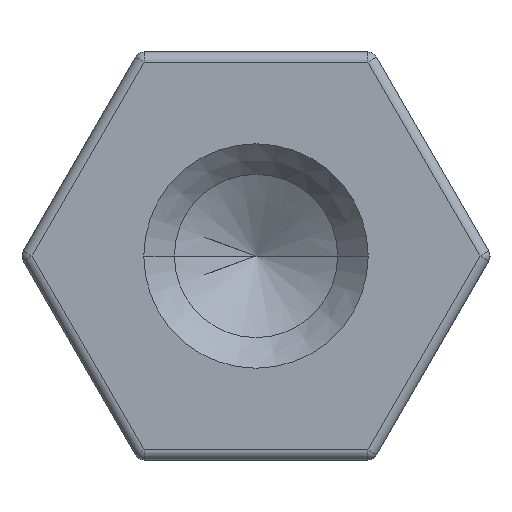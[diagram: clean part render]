
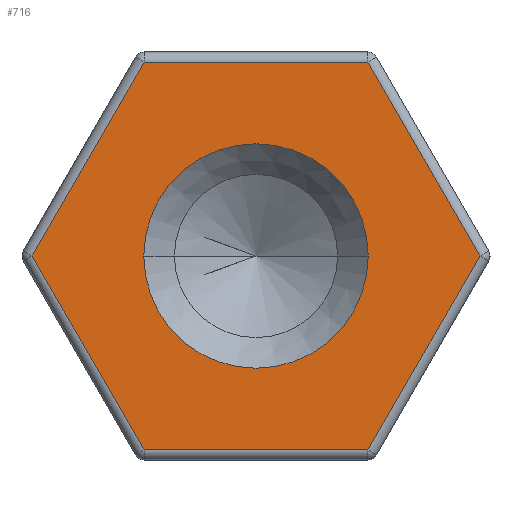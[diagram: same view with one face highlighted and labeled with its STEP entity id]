
A CAD part, left-side view. The second image highlights one B-rep face of the part: STEP entity #716.
In plain terms, the highlighted planar face has unit normal (-1, 0, 0).
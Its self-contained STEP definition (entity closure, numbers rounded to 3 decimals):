
#19 = VERTEX_POINT ( 'NONE', #246 ) ;
#61 = VECTOR ( 'NONE', #588, 1000. ) ;
#67 = VERTEX_POINT ( 'NONE', #204 ) ;
#78 = CARTESIAN_POINT ( 'NONE',  ( 0., 0., 0. ) ) ;
#84 = AXIS2_PLACEMENT_3D ( 'NONE', #78, #1108, #479 ) ;
#110 = ORIENTED_EDGE ( 'NONE', *, *, #296, .T. ) ;
#111 = ORIENTED_EDGE ( 'NONE', *, *, #277, .T. ) ;
#141 = CARTESIAN_POINT ( 'NONE',  ( 0., 2.194, 0. ) ) ;
#204 = CARTESIAN_POINT ( 'NONE',  ( 0., 1.097, -1.9 ) ) ;
#246 = CARTESIAN_POINT ( 'NONE',  ( 0., -2.194, 0. ) ) ;
#262 = EDGE_CURVE ( 'NONE', #1022, #19, #1021, .T. ) ;
#277 = EDGE_CURVE ( 'NONE', #67, #1022, #713, .T. ) ;
#294 = CARTESIAN_POINT ( 'NONE',  ( 0., -1.097, 1.9 ) ) ;
#296 = EDGE_CURVE ( 'NONE', #403, #67, #1104, .T. ) ;
#318 = EDGE_CURVE ( 'NONE', #388, #403, #1133, .T. ) ;
#320 = EDGE_CURVE ( 'NONE', #946, #388, #1328, .T. ) ;
#329 = EDGE_CURVE ( 'NONE', #19, #946, #552, .T. ) ;
#337 = EDGE_CURVE ( 'NONE', #892, #1404, #765, .T. ) ;
#340 = CARTESIAN_POINT ( 'NONE',  ( 0., -1.1, 0. ) ) ;
#386 = EDGE_LOOP ( 'NONE', ( #605, #1379, #421, #110, #111, #1290 ) ) ;
#388 = VERTEX_POINT ( 'NONE', #1340 ) ;
#403 = VERTEX_POINT ( 'NONE', #141 ) ;
#413 = CARTESIAN_POINT ( 'NONE',  ( 0., -1.645, -0.95 ) ) ;
#421 = ORIENTED_EDGE ( 'NONE', *, *, #318, .T. ) ;
#479 = DIRECTION ( 'NONE',  ( 0., 1., 0. ) ) ;
#480 = VECTOR ( 'NONE', #968, 1000. ) ;
#532 = FACE_BOUND ( 'NONE', #1306, .T. ) ;
#552 = LINE ( 'NONE', #965, #480 ) ;
#587 = VECTOR ( 'NONE', #845, 1000. ) ;
#588 = DIRECTION ( 'NONE',  ( 0., -0.5, 0.866 ) ) ;
#605 = ORIENTED_EDGE ( 'NONE', *, *, #329, .T. ) ;
#606 = AXIS2_PLACEMENT_3D ( 'NONE', #989, #992, #995 ) ;
#628 = CARTESIAN_POINT ( 'NONE',  ( 0., 1.1, 0. ) ) ;
#663 = DIRECTION ( 'NONE',  ( 0., -1., 0. ) ) ;
#713 = LINE ( 'NONE', #1298, #955 ) ;
#716 = ADVANCED_FACE ( 'NONE', ( #1053, #532 ), #905, .F. ) ;
#719 = DIRECTION ( 'NONE',  ( 1., 0., 0. ) ) ;
#765 = CIRCLE ( 'NONE', #606, 1.1 ) ;
#786 = EDGE_CURVE ( 'NONE', #1404, #892, #1130, .T. ) ;
#794 = VECTOR ( 'NONE', #856, 1000. ) ;
#842 = CARTESIAN_POINT ( 'NONE',  ( 0., 1.645, -0.95 ) ) ;
#845 = DIRECTION ( 'NONE',  ( 0., -0.5, -0.866 ) ) ;
#856 = DIRECTION ( 'NONE',  ( 0., 0.5, -0.866 ) ) ;
#868 = CARTESIAN_POINT ( 'NONE',  ( 0., 1.645, 0.95 ) ) ;
#871 = ORIENTED_EDGE ( 'NONE', *, *, #786, .T. ) ;
#892 = VERTEX_POINT ( 'NONE', #628 ) ;
#905 = PLANE ( 'NONE',  #84 ) ;
#946 = VERTEX_POINT ( 'NONE', #294 ) ;
#950 = CARTESIAN_POINT ( 'NONE',  ( 0., 0., 1.9 ) ) ;
#955 = VECTOR ( 'NONE', #663, 1000. ) ;
#963 = DIRECTION ( 'NONE',  ( 0., 1., 0. ) ) ;
#965 = CARTESIAN_POINT ( 'NONE',  ( 0., -1.645, 0.95 ) ) ;
#968 = DIRECTION ( 'NONE',  ( 0., 0.5, 0.866 ) ) ;
#989 = CARTESIAN_POINT ( 'NONE',  ( 0., 0., 0. ) ) ;
#992 = DIRECTION ( 'NONE',  ( 1., 0., 0. ) ) ;
#995 = DIRECTION ( 'NONE',  ( 0., 1., 0. ) ) ;
#1021 = LINE ( 'NONE', #413, #61 ) ;
#1022 = VERTEX_POINT ( 'NONE', #1050 ) ;
#1037 = VECTOR ( 'NONE', #963, 1000. ) ;
#1050 = CARTESIAN_POINT ( 'NONE',  ( 0., -1.097, -1.9 ) ) ;
#1053 = FACE_OUTER_BOUND ( 'NONE', #386, .T. ) ;
#1104 = LINE ( 'NONE', #842, #587 ) ;
#1108 = DIRECTION ( 'NONE',  ( 1., 0., 0. ) ) ;
#1130 = CIRCLE ( 'NONE', #1149, 1.1 ) ;
#1133 = LINE ( 'NONE', #868, #794 ) ;
#1134 = ORIENTED_EDGE ( 'NONE', *, *, #337, .T. ) ;
#1149 = AXIS2_PLACEMENT_3D ( 'NONE', #1322, #719, #1414 ) ;
#1290 = ORIENTED_EDGE ( 'NONE', *, *, #262, .T. ) ;
#1298 = CARTESIAN_POINT ( 'NONE',  ( 0., 0., -1.9 ) ) ;
#1306 = EDGE_LOOP ( 'NONE', ( #1134, #871 ) ) ;
#1322 = CARTESIAN_POINT ( 'NONE',  ( 0., 0., 0. ) ) ;
#1328 = LINE ( 'NONE', #950, #1037 ) ;
#1340 = CARTESIAN_POINT ( 'NONE',  ( 0., 1.097, 1.9 ) ) ;
#1379 = ORIENTED_EDGE ( 'NONE', *, *, #320, .T. ) ;
#1404 = VERTEX_POINT ( 'NONE', #340 ) ;
#1414 = DIRECTION ( 'NONE',  ( 0., 1., 0. ) ) ;
